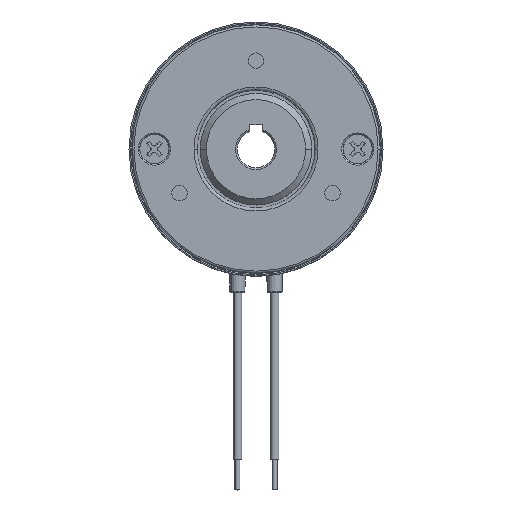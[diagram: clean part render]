
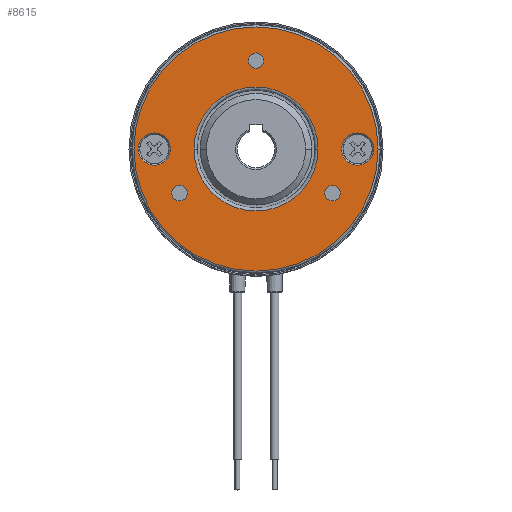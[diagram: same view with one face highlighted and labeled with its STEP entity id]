
A CAD part, top view. The second image highlights one B-rep face of the part: STEP entity #8615.
In plain terms, the highlighted planar face has unit normal (0, 0, 1).
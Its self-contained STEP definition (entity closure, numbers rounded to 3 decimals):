
#157 = EDGE_CURVE ( 'NONE', #354, #5372, #8441, .T. ) ;
#257 = CIRCLE ( 'NONE', #6529, 2.6 ) ;
#279 = EDGE_CURVE ( 'NONE', #6795, #451, #841, .T. ) ;
#319 = ORIENTED_EDGE ( 'NONE', *, *, #10049, .F. ) ;
#354 = VERTEX_POINT ( 'NONE', #10312 ) ;
#411 = EDGE_LOOP ( 'NONE', ( #2544, #7271 ) ) ;
#451 = VERTEX_POINT ( 'NONE', #7646 ) ;
#459 = AXIS2_PLACEMENT_3D ( 'NONE', #4687, #604, #7901 ) ;
#531 = DIRECTION ( 'NONE',  ( -1., 0., 0. ) ) ;
#557 = EDGE_CURVE ( 'NONE', #451, #6795, #6958, .T. ) ;
#576 = DIRECTION ( 'NONE',  ( 0., 0., -1. ) ) ;
#604 = DIRECTION ( 'NONE',  ( 0., 0., 1. ) ) ;
#841 = CIRCLE ( 'NONE', #1532, 1.25 ) ;
#967 = CIRCLE ( 'NONE', #10287, 1.25 ) ;
#1003 = ORIENTED_EDGE ( 'NONE', *, *, #6224, .T. ) ;
#1065 = DIRECTION ( 'NONE',  ( 1., 0., 0. ) ) ;
#1073 = ORIENTED_EDGE ( 'NONE', *, *, #1181, .F. ) ;
#1083 = CARTESIAN_POINT ( 'NONE',  ( 1.25, 14.25, 0. ) ) ;
#1090 = AXIS2_PLACEMENT_3D ( 'NONE', #2608, #7444, #7336 ) ;
#1174 = AXIS2_PLACEMENT_3D ( 'NONE', #2968, #2179, #531 ) ;
#1181 = EDGE_CURVE ( 'NONE', #3288, #3086, #9790, .T. ) ;
#1351 = CARTESIAN_POINT ( 'NONE',  ( 16.4, 0., 0. ) ) ;
#1471 = DIRECTION ( 'NONE',  ( 1., 0., 0. ) ) ;
#1532 = AXIS2_PLACEMENT_3D ( 'NONE', #2366, #3056, #4800 ) ;
#1621 = DIRECTION ( 'NONE',  ( 1., 0., 0. ) ) ;
#1784 = CIRCLE ( 'NONE', #6713, 10. ) ;
#1932 = EDGE_LOOP ( 'NONE', ( #1003, #8945 ) ) ;
#2003 = VERTEX_POINT ( 'NONE', #6088 ) ;
#2079 = EDGE_CURVE ( 'NONE', #7189, #4895, #2837, .T. ) ;
#2179 = DIRECTION ( 'NONE',  ( 0., 0., -1. ) ) ;
#2331 = FACE_BOUND ( 'NONE', #9867, .T. ) ;
#2366 = CARTESIAN_POINT ( 'NONE',  ( 0., 14.25, 0. ) ) ;
#2381 = AXIS2_PLACEMENT_3D ( 'NONE', #4897, #4943, #1065 ) ;
#2443 = CIRCLE ( 'NONE', #3787, 10. ) ;
#2532 = ORIENTED_EDGE ( 'NONE', *, *, #7333, .F. ) ;
#2544 = ORIENTED_EDGE ( 'NONE', *, *, #2079, .T. ) ;
#2608 = CARTESIAN_POINT ( 'NONE',  ( 12.341, -7.125, 0. ) ) ;
#2670 = CARTESIAN_POINT ( 'NONE',  ( -13.591, -7.125, 0. ) ) ;
#2837 = CIRCLE ( 'NONE', #459, 19.7 ) ;
#2953 = DIRECTION ( 'NONE',  ( 0., 0., 1. ) ) ;
#2968 = CARTESIAN_POINT ( 'NONE',  ( 0., 9.5, 0. ) ) ;
#3027 = FACE_BOUND ( 'NONE', #7835, .T. ) ;
#3056 = DIRECTION ( 'NONE',  ( 0., 0., 1. ) ) ;
#3085 = EDGE_LOOP ( 'NONE', ( #4894, #7790 ) ) ;
#3086 = VERTEX_POINT ( 'NONE', #6339 ) ;
#3288 = VERTEX_POINT ( 'NONE', #3294 ) ;
#3294 = CARTESIAN_POINT ( 'NONE',  ( -13.8, 0., 0. ) ) ;
#3610 = ORIENTED_EDGE ( 'NONE', *, *, #4010, .F. ) ;
#3654 = CARTESIAN_POINT ( 'NONE',  ( -19.7, 0., 0. ) ) ;
#3661 = CARTESIAN_POINT ( 'NONE',  ( 19., 0., 0. ) ) ;
#3688 = AXIS2_PLACEMENT_3D ( 'NONE', #7185, #2953, #1471 ) ;
#3760 = FACE_BOUND ( 'NONE', #1932, .T. ) ;
#3787 = AXIS2_PLACEMENT_3D ( 'NONE', #4625, #3825, #7059 ) ;
#3797 = CARTESIAN_POINT ( 'NONE',  ( 0., 0., 0. ) ) ;
#3825 = DIRECTION ( 'NONE',  ( 0., 0., -1. ) ) ;
#3947 = EDGE_CURVE ( 'NONE', #2003, #7687, #9047, .T. ) ;
#4010 = EDGE_CURVE ( 'NONE', #7687, #2003, #7962, .T. ) ;
#4113 = CARTESIAN_POINT ( 'NONE',  ( 12.341, -7.125, 0. ) ) ;
#4459 = EDGE_CURVE ( 'NONE', #3086, #3288, #4644, .T. ) ;
#4575 = CARTESIAN_POINT ( 'NONE',  ( 19.7, 0., 0. ) ) ;
#4595 = DIRECTION ( 'NONE',  ( 0., 0., 1. ) ) ;
#4619 = FACE_BOUND ( 'NONE', #3085, .T. ) ;
#4625 = CARTESIAN_POINT ( 'NONE',  ( 0., 0., 0. ) ) ;
#4644 = CIRCLE ( 'NONE', #6006, 2.6 ) ;
#4687 = CARTESIAN_POINT ( 'NONE',  ( 0., 0., 0. ) ) ;
#4800 = DIRECTION ( 'NONE',  ( 1., 0., 0. ) ) ;
#4809 = VERTEX_POINT ( 'NONE', #3661 ) ;
#4894 = ORIENTED_EDGE ( 'NONE', *, *, #279, .F. ) ;
#4895 = VERTEX_POINT ( 'NONE', #4575 ) ;
#4897 = CARTESIAN_POINT ( 'NONE',  ( 0., 14.25, 0. ) ) ;
#4943 = DIRECTION ( 'NONE',  ( 0., 0., 1. ) ) ;
#4993 = EDGE_CURVE ( 'NONE', #9380, #6499, #2443, .T. ) ;
#5291 = CARTESIAN_POINT ( 'NONE',  ( 16.4, 0., 0. ) ) ;
#5334 = DIRECTION ( 'NONE',  ( 0., 0., 1. ) ) ;
#5364 = AXIS2_PLACEMENT_3D ( 'NONE', #5291, #10156, #8385 ) ;
#5372 = VERTEX_POINT ( 'NONE', #2670 ) ;
#5507 = AXIS2_PLACEMENT_3D ( 'NONE', #3797, #7771, #6203 ) ;
#5583 = EDGE_LOOP ( 'NONE', ( #1073, #10346 ) ) ;
#5621 = FACE_OUTER_BOUND ( 'NONE', #411, .T. ) ;
#5786 = AXIS2_PLACEMENT_3D ( 'NONE', #4113, #6660, #1621 ) ;
#5844 = DIRECTION ( 'NONE',  ( 0., 0., 1. ) ) ;
#5892 = ORIENTED_EDGE ( 'NONE', *, *, #9125, .F. ) ;
#5941 = DIRECTION ( 'NONE',  ( 0., 0., 1. ) ) ;
#6006 = AXIS2_PLACEMENT_3D ( 'NONE', #7638, #5844, #6753 ) ;
#6037 = CARTESIAN_POINT ( 'NONE',  ( -12.341, -7.125, 0. ) ) ;
#6060 = ORIENTED_EDGE ( 'NONE', *, *, #3947, .F. ) ;
#6088 = CARTESIAN_POINT ( 'NONE',  ( 11.091, -7.125, 0. ) ) ;
#6203 = DIRECTION ( 'NONE',  ( -1., 0., 0. ) ) ;
#6224 = EDGE_CURVE ( 'NONE', #6499, #9380, #1784, .T. ) ;
#6272 = FACE_BOUND ( 'NONE', #5583, .T. ) ;
#6339 = CARTESIAN_POINT ( 'NONE',  ( -19., 0., 0. ) ) ;
#6499 = VERTEX_POINT ( 'NONE', #7964 ) ;
#6529 = AXIS2_PLACEMENT_3D ( 'NONE', #1351, #4595, #6929 ) ;
#6658 = CARTESIAN_POINT ( 'NONE',  ( 10., 0., 0. ) ) ;
#6660 = DIRECTION ( 'NONE',  ( 0., 0., 1. ) ) ;
#6713 = AXIS2_PLACEMENT_3D ( 'NONE', #7822, #576, #7047 ) ;
#6753 = DIRECTION ( 'NONE',  ( 1., 0., 0. ) ) ;
#6795 = VERTEX_POINT ( 'NONE', #1083 ) ;
#6863 = CIRCLE ( 'NONE', #5507, 19.7 ) ;
#6929 = DIRECTION ( 'NONE',  ( 1., 0., 0. ) ) ;
#6958 = CIRCLE ( 'NONE', #2381, 1.25 ) ;
#7047 = DIRECTION ( 'NONE',  ( -1., 0., 0. ) ) ;
#7053 = FACE_BOUND ( 'NONE', #7461, .T. ) ;
#7059 = DIRECTION ( 'NONE',  ( -1., 0., 0. ) ) ;
#7185 = CARTESIAN_POINT ( 'NONE',  ( -16.4, 0., 0. ) ) ;
#7189 = VERTEX_POINT ( 'NONE', #3654 ) ;
#7217 = CIRCLE ( 'NONE', #5364, 2.6 ) ;
#7271 = ORIENTED_EDGE ( 'NONE', *, *, #8860, .T. ) ;
#7333 = EDGE_CURVE ( 'NONE', #5372, #354, #967, .T. ) ;
#7336 = DIRECTION ( 'NONE',  ( 1., 0., 0. ) ) ;
#7444 = DIRECTION ( 'NONE',  ( 0., 0., 1. ) ) ;
#7461 = EDGE_LOOP ( 'NONE', ( #3610, #6060 ) ) ;
#7638 = CARTESIAN_POINT ( 'NONE',  ( -16.4, 0., 0. ) ) ;
#7646 = CARTESIAN_POINT ( 'NONE',  ( -1.25, 14.25, 0. ) ) ;
#7687 = VERTEX_POINT ( 'NONE', #8460 ) ;
#7771 = DIRECTION ( 'NONE',  ( 0., 0., 1. ) ) ;
#7785 = PLANE ( 'NONE',  #1174 ) ;
#7790 = ORIENTED_EDGE ( 'NONE', *, *, #557, .F. ) ;
#7822 = CARTESIAN_POINT ( 'NONE',  ( 0., 0., 0. ) ) ;
#7835 = EDGE_LOOP ( 'NONE', ( #10019, #2532 ) ) ;
#7901 = DIRECTION ( 'NONE',  ( -1., 0., 0. ) ) ;
#7962 = CIRCLE ( 'NONE', #5786, 1.25 ) ;
#7964 = CARTESIAN_POINT ( 'NONE',  ( -10., 0., 0. ) ) ;
#8385 = DIRECTION ( 'NONE',  ( 1., 0., 0. ) ) ;
#8441 = CIRCLE ( 'NONE', #9816, 1.25 ) ;
#8460 = CARTESIAN_POINT ( 'NONE',  ( 13.591, -7.125, 0. ) ) ;
#8615 = ADVANCED_FACE ( 'NONE', ( #5621, #3760, #7053, #3027, #4619, #2331, #6272 ), #7785, .F. ) ;
#8860 = EDGE_CURVE ( 'NONE', #4895, #7189, #6863, .T. ) ;
#8945 = ORIENTED_EDGE ( 'NONE', *, *, #4993, .T. ) ;
#9047 = CIRCLE ( 'NONE', #1090, 1.25 ) ;
#9079 = VERTEX_POINT ( 'NONE', #9095 ) ;
#9095 = CARTESIAN_POINT ( 'NONE',  ( 13.8, 0., 0. ) ) ;
#9125 = EDGE_CURVE ( 'NONE', #9079, #4809, #257, .T. ) ;
#9166 = DIRECTION ( 'NONE',  ( 1., 0., 0. ) ) ;
#9380 = VERTEX_POINT ( 'NONE', #6658 ) ;
#9467 = DIRECTION ( 'NONE',  ( 1., 0., 0. ) ) ;
#9790 = CIRCLE ( 'NONE', #3688, 2.6 ) ;
#9816 = AXIS2_PLACEMENT_3D ( 'NONE', #6037, #5334, #9467 ) ;
#9867 = EDGE_LOOP ( 'NONE', ( #319, #5892 ) ) ;
#10019 = ORIENTED_EDGE ( 'NONE', *, *, #157, .F. ) ;
#10049 = EDGE_CURVE ( 'NONE', #4809, #9079, #7217, .T. ) ;
#10156 = DIRECTION ( 'NONE',  ( 0., 0., 1. ) ) ;
#10169 = CARTESIAN_POINT ( 'NONE',  ( -12.341, -7.125, 0. ) ) ;
#10287 = AXIS2_PLACEMENT_3D ( 'NONE', #10169, #5941, #9166 ) ;
#10312 = CARTESIAN_POINT ( 'NONE',  ( -11.091, -7.125, 0. ) ) ;
#10346 = ORIENTED_EDGE ( 'NONE', *, *, #4459, .F. ) ;
